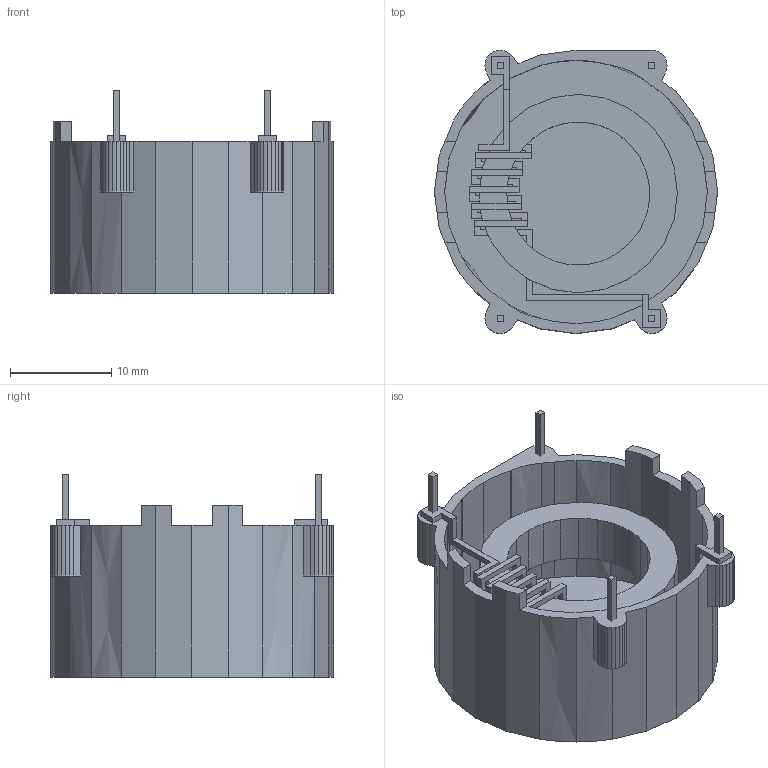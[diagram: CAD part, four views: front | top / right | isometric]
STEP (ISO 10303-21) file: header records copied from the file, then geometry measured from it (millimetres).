
FILE_DESCRIPTION(('FreeCAD Model'),'2;1');
FILE_NAME('X23Hr.stp', '2014-07-08T13:48:10',('FreeCAD'),('FreeCAD'), 'Open CASCADE STEP processor 6.3','FreeCAD','Unknown');
FILE_SCHEMA(('AUTOMOTIVE_DESIGN_CC2 { 1 2 10303 214 -1 1 5 4 }'));
Length unit declared in the file: millimetre
Products named in the file (6): X23Hr; X23Hr002; X23Hr001; X23Hr005; X23Hr004; X23Hr003
Bounding box: 28 x 28 x 20 mm (x, y, z)
Volume: 2674.4 mm3; surface area: 5148.3 mm2
Topology: 6 solids, 6 shells, 700 faces, 2043 edges, 1362 vertices
Faces by surface type: plane 622, cylinder 71, cone 7
Entity records: 52935 total; most frequent: CARTESIAN_POINT 12520, DIRECTION 7292, LINE 5422, VECTOR 5422, ORIENTED_EDGE 4086, PCURVE 4086, DEFINITIONAL_REPRESENTATION 4086, EDGE_CURVE 2043
